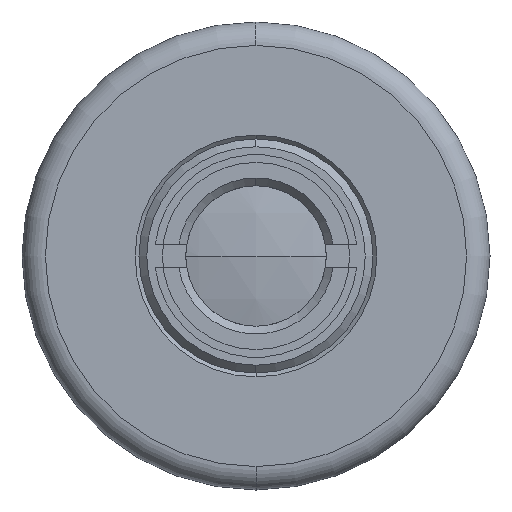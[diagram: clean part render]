
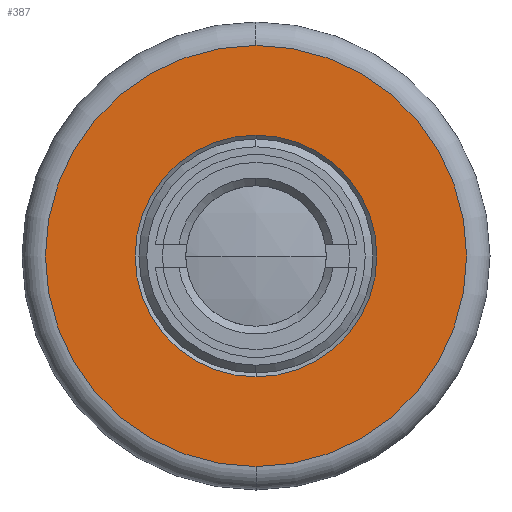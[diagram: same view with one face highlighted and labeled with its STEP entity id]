
A CAD part, left-side view. The second image highlights one B-rep face of the part: STEP entity #387.
In plain terms, the highlighted planar face has unit normal (-1, 0, 0).
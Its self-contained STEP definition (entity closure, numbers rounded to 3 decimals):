
#2 = EDGE_LOOP ( 'NONE', ( #698, #699 ) ) ;
#48 = EDGE_LOOP ( 'NONE', ( #696, #697 ) ) ;
#140 = CARTESIAN_POINT ( 'NONE',  ( 19.61, 0., 0. ) ) ;
#141 = DIRECTION ( 'NONE',  ( -1., 0., 0. ) ) ;
#142 = DIRECTION ( 'NONE',  ( 0., 0., -1. ) ) ;
#154 = CARTESIAN_POINT ( 'NONE',  ( 19.61, 0., 0. ) ) ;
#155 = DIRECTION ( 'NONE',  ( 1., 0., 0. ) ) ;
#156 = DIRECTION ( 'NONE',  ( 0., 0., -1. ) ) ;
#160 = CARTESIAN_POINT ( 'NONE',  ( 19.61, 0., 0. ) ) ;
#161 = DIRECTION ( 'NONE',  ( 1., 0., 0. ) ) ;
#162 = DIRECTION ( 'NONE',  ( 0., 0., -1. ) ) ;
#163 = CARTESIAN_POINT ( 'NONE',  ( 19.61, 0., 0. ) ) ;
#164 = DIRECTION ( 'NONE',  ( -1., 0., 0. ) ) ;
#165 = DIRECTION ( 'NONE',  ( 0., 0., -1. ) ) ;
#250 = EDGE_CURVE ( 'NONE', #490, #491, #783, .T. ) ;
#255 = EDGE_CURVE ( 'NONE', #497, #498, #793, .T. ) ;
#258 = EDGE_CURVE ( 'NONE', #498, #497, #798, .T. ) ;
#259 = EDGE_CURVE ( 'NONE', #491, #490, #799, .T. ) ;
#297 = AXIS2_PLACEMENT_3D ( 'NONE', #140, #141, #142 ) ;
#301 = AXIS2_PLACEMENT_3D ( 'NONE', #154, #155, #156 ) ;
#303 = AXIS2_PLACEMENT_3D ( 'NONE', #160, #161, #162 ) ;
#304 = AXIS2_PLACEMENT_3D ( 'NONE', #163, #164, #165 ) ;
#387 = ADVANCED_FACE ( 'NONE', ( #1398, #1399 ), #1563, .F. ) ;
#490 = VERTEX_POINT ( 'NONE', #1719 ) ;
#491 = VERTEX_POINT ( 'NONE', #1720 ) ;
#497 = VERTEX_POINT ( 'NONE', #1993 ) ;
#498 = VERTEX_POINT ( 'NONE', #1994 ) ;
#696 = ORIENTED_EDGE ( 'NONE', *, *, #259, .T. ) ;
#697 = ORIENTED_EDGE ( 'NONE', *, *, #250, .T. ) ;
#698 = ORIENTED_EDGE ( 'NONE', *, *, #255, .T. ) ;
#699 = ORIENTED_EDGE ( 'NONE', *, *, #258, .T. ) ;
#783 = CIRCLE ( 'NONE', #297, 13.5 ) ;
#793 = CIRCLE ( 'NONE', #301, 7.75 ) ;
#798 = CIRCLE ( 'NONE', #303, 7.75 ) ;
#799 = CIRCLE ( 'NONE', #304, 13.5 ) ;
#1398 = FACE_OUTER_BOUND ( 'NONE', #48, .T. ) ;
#1399 = FACE_BOUND ( 'NONE', #2, .T. ) ;
#1563 = PLANE ( 'NONE',  #1765 ) ;
#1570 = CARTESIAN_POINT ( 'NONE',  ( 19.61, 7.25, 0. ) ) ;
#1571 = DIRECTION ( 'NONE',  ( 1., 0., 0. ) ) ;
#1572 = DIRECTION ( 'NONE',  ( 0., 0., -1. ) ) ;
#1719 = CARTESIAN_POINT ( 'NONE',  ( 19.61, 0., 13.5 ) ) ;
#1720 = CARTESIAN_POINT ( 'NONE',  ( 19.61, 0., -13.5 ) ) ;
#1765 = AXIS2_PLACEMENT_3D ( 'NONE', #1570, #1571, #1572 ) ;
#1993 = CARTESIAN_POINT ( 'NONE',  ( 19.61, 0., 7.75 ) ) ;
#1994 = CARTESIAN_POINT ( 'NONE',  ( 19.61, 0., -7.75 ) ) ;
